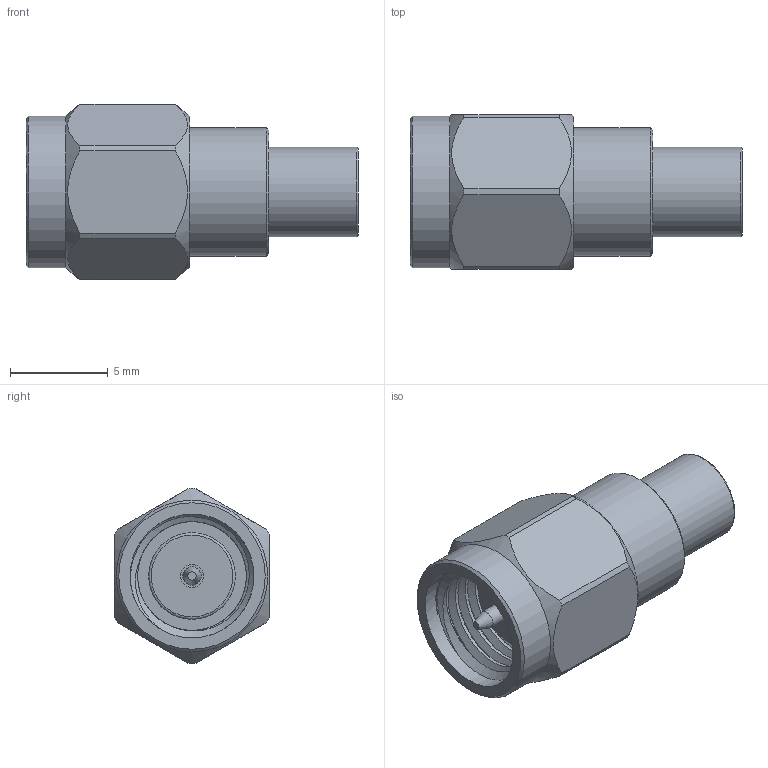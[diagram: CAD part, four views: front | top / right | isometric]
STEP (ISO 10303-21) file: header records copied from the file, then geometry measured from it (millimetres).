
FILE_DESCRIPTION (( 'STEP AP203' ), '1' );
FILE_NAME ('SM4796_3D.step', '2020-08-10T14:28:43', ( '' ), ( '' ), 'SwSTEP 2.0', 'SolidWorks 2018', '' );
FILE_SCHEMA (( 'CONFIG_CONTROL_DESIGN' ));
Length unit declared in the file: inch
Products named in the file (1): SM4796_3D
Bounding box: 17.02 x 7.94 x 8.99 mm (x, y, z)
Volume: 515.4 mm3; surface area: 720.1 mm2
Topology: 1 solids, 1 shells, 77 faces, 207 edges, 141 vertices
Faces by surface type: plane 37, cylinder 23, cone 12, bspline 4, torus 1
Full cylindrical faces by diameter (mm): 0.464 x1, 0.94 x1, 1.045 x1, 1.194 x1, 1.983 x1, 3.447 x1, 4.445 x1, 4.572 x1, 6.35 x6, 6.604 x1, 7.762 x1
Entity records: 4307 total; most frequent: CARTESIAN_POINT 2606, ORIENTED_EDGE 348, DIRECTION 296, EDGE_CURVE 174, VERTEX_POINT 134, AXIS2_PLACEMENT_3D 124, EDGE_LOOP 100, FACE_OUTER_BOUND 84
